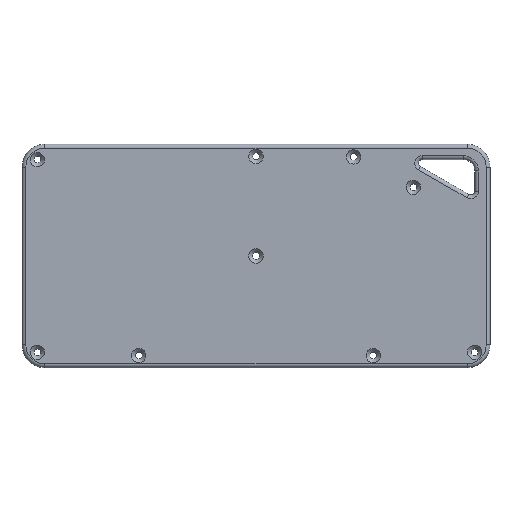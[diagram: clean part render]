
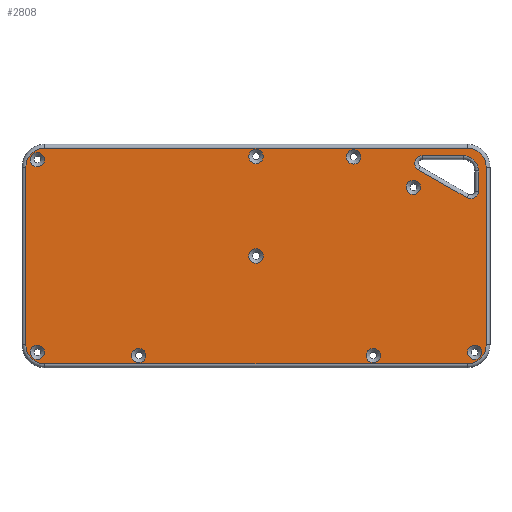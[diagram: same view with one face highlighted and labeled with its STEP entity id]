
A CAD part, front view. The second image highlights one B-rep face of the part: STEP entity #2808.
In plain terms, the highlighted planar face has unit normal (0, -1, 0).
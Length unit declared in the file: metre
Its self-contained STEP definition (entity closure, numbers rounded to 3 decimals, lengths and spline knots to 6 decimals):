
#146=LINE('',#4402,#394);
#147=LINE('',#4407,#395);
#148=LINE('',#4411,#396);
#149=LINE('',#4414,#397);
#150=LINE('',#4419,#398);
#151=LINE('',#4423,#399);
#152=LINE('',#4427,#400);
#394=VECTOR('',#3450,1.);
#395=VECTOR('',#3453,1.);
#396=VECTOR('',#3456,1.);
#397=VECTOR('',#3459,1.);
#398=VECTOR('',#3462,1.);
#399=VECTOR('',#3465,1.);
#400=VECTOR('',#3468,1.);
#680=ORIENTED_EDGE('',*,*,#1518,.F.);
#681=ORIENTED_EDGE('',*,*,#1519,.F.);
#682=ORIENTED_EDGE('',*,*,#1520,.F.);
#683=ORIENTED_EDGE('',*,*,#1521,.F.);
#684=ORIENTED_EDGE('',*,*,#1522,.F.);
#685=ORIENTED_EDGE('',*,*,#1523,.F.);
#686=ORIENTED_EDGE('',*,*,#1524,.F.);
#687=ORIENTED_EDGE('',*,*,#1525,.T.);
#688=ORIENTED_EDGE('',*,*,#1526,.T.);
#689=ORIENTED_EDGE('',*,*,#1527,.T.);
#690=ORIENTED_EDGE('',*,*,#1528,.T.);
#691=ORIENTED_EDGE('',*,*,#1529,.T.);
#692=ORIENTED_EDGE('',*,*,#1530,.T.);
#693=ORIENTED_EDGE('',*,*,#1531,.T.);
#694=ORIENTED_EDGE('',*,*,#1532,.T.);
#695=ORIENTED_EDGE('',*,*,#1533,.T.);
#696=ORIENTED_EDGE('',*,*,#1534,.T.);
#697=ORIENTED_EDGE('',*,*,#1535,.T.);
#698=ORIENTED_EDGE('',*,*,#1536,.T.);
#699=ORIENTED_EDGE('',*,*,#1537,.T.);
#700=ORIENTED_EDGE('',*,*,#1538,.T.);
#701=ORIENTED_EDGE('',*,*,#1539,.F.);
#702=ORIENTED_EDGE('',*,*,#1540,.T.);
#1518=EDGE_CURVE('',#1937,#1937,#2186,.T.);
#1519=EDGE_CURVE('',#1938,#1938,#2187,.T.);
#1520=EDGE_CURVE('',#1939,#1939,#2188,.T.);
#1521=EDGE_CURVE('',#1940,#1940,#2189,.T.);
#1522=EDGE_CURVE('',#1941,#1941,#2190,.T.);
#1523=EDGE_CURVE('',#1942,#1942,#2191,.T.);
#1524=EDGE_CURVE('',#1943,#1943,#2192,.T.);
#1525=EDGE_CURVE('',#1944,#1945,#146,.F.);
#1526=EDGE_CURVE('',#1945,#1946,#2193,.T.);
#1527=EDGE_CURVE('',#1946,#1947,#147,.T.);
#1528=EDGE_CURVE('',#1947,#1948,#2194,.T.);
#1529=EDGE_CURVE('',#1948,#1949,#148,.T.);
#1530=EDGE_CURVE('',#1949,#1944,#2195,.T.);
#1531=EDGE_CURVE('',#1950,#1951,#149,.T.);
#1532=EDGE_CURVE('',#1951,#1952,#2196,.F.);
#1533=EDGE_CURVE('',#1952,#1953,#150,.T.);
#1534=EDGE_CURVE('',#1953,#1954,#2197,.F.);
#1535=EDGE_CURVE('',#1954,#1955,#151,.F.);
#1536=EDGE_CURVE('',#1955,#1956,#2198,.F.);
#1537=EDGE_CURVE('',#1956,#1957,#152,.F.);
#1538=EDGE_CURVE('',#1957,#1950,#2199,.F.);
#1539=EDGE_CURVE('',#1958,#1958,#2200,.T.);
#1540=EDGE_CURVE('',#1959,#1959,#2201,.T.);
#1937=VERTEX_POINT('',#4389);
#1938=VERTEX_POINT('',#4391);
#1939=VERTEX_POINT('',#4393);
#1940=VERTEX_POINT('',#4395);
#1941=VERTEX_POINT('',#4397);
#1942=VERTEX_POINT('',#4399);
#1943=VERTEX_POINT('',#4401);
#1944=VERTEX_POINT('',#4403);
#1945=VERTEX_POINT('',#4404);
#1946=VERTEX_POINT('',#4406);
#1947=VERTEX_POINT('',#4408);
#1948=VERTEX_POINT('',#4410);
#1949=VERTEX_POINT('',#4412);
#1950=VERTEX_POINT('',#4415);
#1951=VERTEX_POINT('',#4416);
#1952=VERTEX_POINT('',#4418);
#1953=VERTEX_POINT('',#4420);
#1954=VERTEX_POINT('',#4422);
#1955=VERTEX_POINT('',#4424);
#1956=VERTEX_POINT('',#4426);
#1957=VERTEX_POINT('',#4428);
#1958=VERTEX_POINT('',#4431);
#1959=VERTEX_POINT('',#4433);
#2186=CIRCLE('',#3023,0.00375);
#2187=CIRCLE('',#3024,0.00375);
#2188=CIRCLE('',#3025,0.00375);
#2189=CIRCLE('',#3026,0.00375);
#2190=CIRCLE('',#3027,0.00375);
#2191=CIRCLE('',#3028,0.00375);
#2192=CIRCLE('',#3029,0.00375);
#2193=CIRCLE('',#3030,0.008);
#2194=CIRCLE('',#3031,0.004);
#2195=CIRCLE('',#3032,0.004);
#2196=CIRCLE('',#3033,0.01);
#2197=CIRCLE('',#3034,0.01);
#2198=CIRCLE('',#3035,0.01);
#2199=CIRCLE('',#3036,0.01);
#2200=CIRCLE('',#3037,0.00375);
#2201=CIRCLE('',#3038,0.00375);
#2330=EDGE_LOOP('',(#680));
#2331=EDGE_LOOP('',(#681));
#2332=EDGE_LOOP('',(#682));
#2333=EDGE_LOOP('',(#683));
#2334=EDGE_LOOP('',(#684));
#2335=EDGE_LOOP('',(#685));
#2336=EDGE_LOOP('',(#686));
#2337=EDGE_LOOP('',(#687,#688,#689,#690,#691,#692));
#2338=EDGE_LOOP('',(#693,#694,#695,#696,#697,#698,#699,#700));
#2339=EDGE_LOOP('',(#701));
#2340=EDGE_LOOP('',(#702));
#2541=FACE_BOUND('',#2330,.T.);
#2542=FACE_BOUND('',#2331,.T.);
#2543=FACE_BOUND('',#2332,.T.);
#2544=FACE_BOUND('',#2333,.T.);
#2545=FACE_BOUND('',#2334,.T.);
#2546=FACE_BOUND('',#2335,.T.);
#2547=FACE_BOUND('',#2336,.T.);
#2548=FACE_BOUND('',#2337,.T.);
#2549=FACE_BOUND('',#2338,.T.);
#2550=FACE_BOUND('',#2339,.T.);
#2551=FACE_BOUND('',#2340,.T.);
#2742=PLANE('',#3022);
#2808=ADVANCED_FACE('',(#2541,#2542,#2543,#2544,#2545,#2546,#2547,#2548,
#2549,#2550,#2551),#2742,.F.);
#3022=AXIS2_PLACEMENT_3D('',#4387,#3434,#3435);
#3023=AXIS2_PLACEMENT_3D('',#4388,#3436,#3437);
#3024=AXIS2_PLACEMENT_3D('',#4390,#3438,#3439);
#3025=AXIS2_PLACEMENT_3D('',#4392,#3440,#3441);
#3026=AXIS2_PLACEMENT_3D('',#4394,#3442,#3443);
#3027=AXIS2_PLACEMENT_3D('',#4396,#3444,#3445);
#3028=AXIS2_PLACEMENT_3D('',#4398,#3446,#3447);
#3029=AXIS2_PLACEMENT_3D('',#4400,#3448,#3449);
#3030=AXIS2_PLACEMENT_3D('',#4405,#3451,#3452);
#3031=AXIS2_PLACEMENT_3D('',#4409,#3454,#3455);
#3032=AXIS2_PLACEMENT_3D('',#4413,#3457,#3458);
#3033=AXIS2_PLACEMENT_3D('',#4417,#3460,#3461);
#3034=AXIS2_PLACEMENT_3D('',#4421,#3463,#3464);
#3035=AXIS2_PLACEMENT_3D('',#4425,#3466,#3467);
#3036=AXIS2_PLACEMENT_3D('',#4429,#3469,#3470);
#3037=AXIS2_PLACEMENT_3D('',#4430,#3471,#3472);
#3038=AXIS2_PLACEMENT_3D('',#4432,#3473,#3474);
#3434=DIRECTION('',(0.,1.,0.));
#3435=DIRECTION('',(1.,0.,0.));
#3436=DIRECTION('',(0.,-1.,0.));
#3437=DIRECTION('',(-1.,0.,0.));
#3438=DIRECTION('',(0.,-1.,0.));
#3439=DIRECTION('',(-1.,0.,0.));
#3440=DIRECTION('',(0.,-1.,0.));
#3441=DIRECTION('',(-1.,0.,0.));
#3442=DIRECTION('',(0.,-1.,0.));
#3443=DIRECTION('',(-1.,0.,0.));
#3444=DIRECTION('',(0.,-1.,0.));
#3445=DIRECTION('',(-1.,0.,0.));
#3446=DIRECTION('',(0.,-1.,0.));
#3447=DIRECTION('',(-1.,0.,0.));
#3448=DIRECTION('',(0.,-1.,0.));
#3449=DIRECTION('',(-1.,0.,0.));
#3450=DIRECTION('',(-1.,0.,0.));
#3451=DIRECTION('',(0.,1.,0.));
#3452=DIRECTION('',(1.,0.,0.));
#3453=DIRECTION('',(0.,0.,-1.));
#3454=DIRECTION('',(0.,1.,0.));
#3455=DIRECTION('',(1.,0.,0.));
#3456=DIRECTION('',(-0.868,0.,0.496));
#3457=DIRECTION('',(0.,1.,0.));
#3458=DIRECTION('',(1.,0.,0.));
#3459=DIRECTION('',(1.,0.,0.));
#3460=DIRECTION('',(0.,1.,0.));
#3461=DIRECTION('',(1.,0.,0.));
#3462=DIRECTION('',(0.,0.,1.));
#3463=DIRECTION('',(0.,1.,0.));
#3464=DIRECTION('',(1.,0.,0.));
#3465=DIRECTION('',(1.,0.,0.));
#3466=DIRECTION('',(0.,1.,0.));
#3467=DIRECTION('',(1.,0.,0.));
#3468=DIRECTION('',(0.,0.,1.));
#3469=DIRECTION('',(0.,1.,0.));
#3470=DIRECTION('',(1.,0.,0.));
#3471=DIRECTION('',(0.,-1.,0.));
#3472=DIRECTION('',(-1.,0.,0.));
#3473=DIRECTION('',(0.,1.,0.));
#3474=DIRECTION('',(-1.,0.,0.));
#4387=CARTESIAN_POINT('',(0.,-0.012,0.));
#4388=CARTESIAN_POINT('',(-0.11446,-0.012,0.05046));
#4389=CARTESIAN_POINT('',(-0.11821,-0.012,0.05046));
#4390=CARTESIAN_POINT('',(0.051076,-0.012,0.051883));
#4391=CARTESIAN_POINT('',(0.047326,-0.012,0.051883));
#4392=CARTESIAN_POINT('',(0.082377,-0.012,0.035916));
#4393=CARTESIAN_POINT('',(0.078627,-0.012,0.035916));
#4394=CARTESIAN_POINT('',(0.11446,-0.012,-0.05046));
#4395=CARTESIAN_POINT('',(0.11071,-0.012,-0.05046));
#4396=CARTESIAN_POINT('',(0.,-0.012,0.));
#4397=CARTESIAN_POINT('',(-0.00375,-0.012,0.));
#4398=CARTESIAN_POINT('',(-0.11446,-0.012,-0.05046));
#4399=CARTESIAN_POINT('',(-0.11821,-0.012,-0.05046));
#4400=CARTESIAN_POINT('',(-0.061399,-0.012,-0.0521));
#4401=CARTESIAN_POINT('',(-0.065149,-0.012,-0.0521));
#4402=CARTESIAN_POINT('',(0.1085,-0.012,0.0525));
#4403=CARTESIAN_POINT('',(0.087031,-0.012,0.0525));
#4404=CARTESIAN_POINT('',(0.1085,-0.012,0.0525));
#4405=CARTESIAN_POINT('',(0.1085,-0.012,0.0445));
#4406=CARTESIAN_POINT('',(0.1165,-0.012,0.0445));
#4407=CARTESIAN_POINT('',(0.1165,-0.012,0.));
#4408=CARTESIAN_POINT('',(0.1165,-0.012,0.033946));
#4409=CARTESIAN_POINT('',(0.1125,-0.012,0.033946));
#4410=CARTESIAN_POINT('',(0.110515,-0.012,0.030473));
#4411=CARTESIAN_POINT('',(0.040331,-0.012,0.070579));
#4412=CARTESIAN_POINT('',(0.085047,-0.012,0.045027));
#4413=CARTESIAN_POINT('',(0.087031,-0.012,0.0485));
#4414=CARTESIAN_POINT('',(0.,-0.012,-0.0565));
#4415=CARTESIAN_POINT('',(-0.1105,-0.012,-0.0565));
#4416=CARTESIAN_POINT('',(0.1105,-0.012,-0.0565));
#4417=CARTESIAN_POINT('',(0.1105,-0.012,-0.0465));
#4418=CARTESIAN_POINT('',(0.1205,-0.012,-0.0465));
#4419=CARTESIAN_POINT('',(0.1205,-0.012,0.));
#4420=CARTESIAN_POINT('',(0.1205,-0.012,0.0465));
#4421=CARTESIAN_POINT('',(0.1105,-0.012,0.0465));
#4422=CARTESIAN_POINT('',(0.1105,-0.012,0.0565));
#4423=CARTESIAN_POINT('',(-0.1105,-0.012,0.0565));
#4424=CARTESIAN_POINT('',(-0.1105,-0.012,0.0565));
#4425=CARTESIAN_POINT('',(-0.1105,-0.012,0.0465));
#4426=CARTESIAN_POINT('',(-0.1205,-0.012,0.0465));
#4427=CARTESIAN_POINT('',(-0.1205,-0.012,-0.0465));
#4428=CARTESIAN_POINT('',(-0.1205,-0.012,-0.0465));
#4429=CARTESIAN_POINT('',(-0.1105,-0.012,-0.0465));
#4430=CARTESIAN_POINT('',(0.,-0.012,0.0521));
#4431=CARTESIAN_POINT('',(-0.00375,-0.012,0.0521));
#4432=CARTESIAN_POINT('',(0.061399,-0.012,-0.0521));
#4433=CARTESIAN_POINT('',(0.057649,-0.012,-0.0521));
